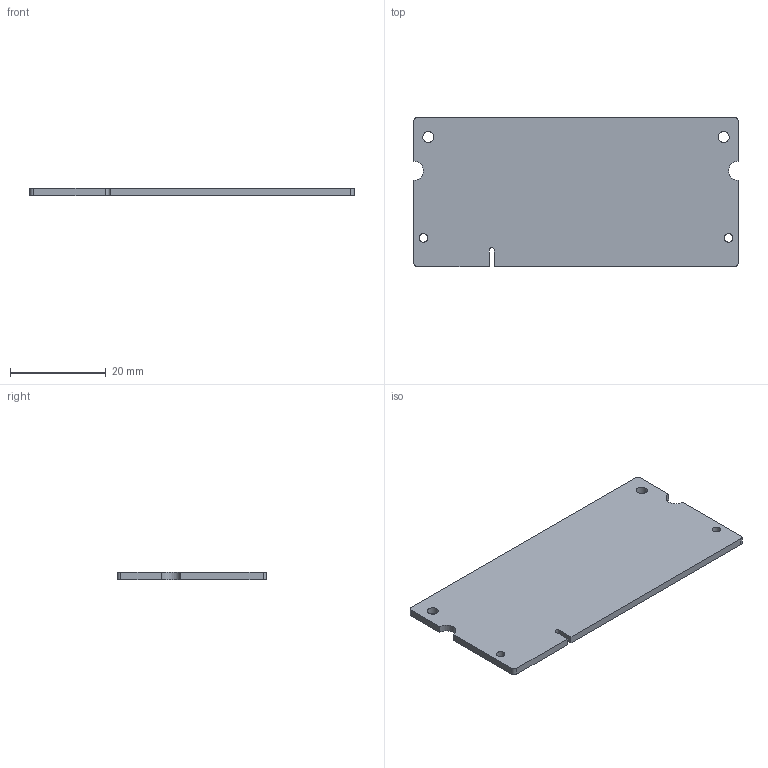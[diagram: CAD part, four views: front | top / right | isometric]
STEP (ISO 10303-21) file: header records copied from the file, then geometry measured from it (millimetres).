
FILE_DESCRIPTION(('KiCad electronic assembly'),'2;1');
FILE_NAME('RasPi CM4S.step','2025-06-01T13:08:39',('Pcbnew'),('Kicad'), 'Open CASCADE STEP processor 7.6','KiCad to STEP converter','Unknown' );
FILE_SCHEMA(('AUTOMOTIVE_DESIGN { 1 0 10303 214 1 1 1 1 }'));
Length unit declared in the file: millimetre
Products named in the file (2): RasPi CM4S 1; DDR2_PCB
Assembly tree (1 placements, depth 2):
  RasPi CM4S 1
    DDR2_PCB
Bounding box: 67.6 x 31.15 x 1.51 mm (x, y, z)
Volume: 3133.9 mm3; surface area: 4504.3 mm2
Topology: 1 solids, 1 shells, 22 faces, 60 edges, 40 vertices
Faces by surface type: cylinder 11, plane 11
Full cylindrical faces by diameter (mm): 1.8 x2, 2.3 x2
Entity records: 759 total; most frequent: DIRECTION 130, CARTESIAN_POINT 124, ORIENTED_EDGE 120, EDGE_CURVE 60, AXIS2_PLACEMENT_3D 46, VERTEX_POINT 40, LINE 38, VECTOR 38
